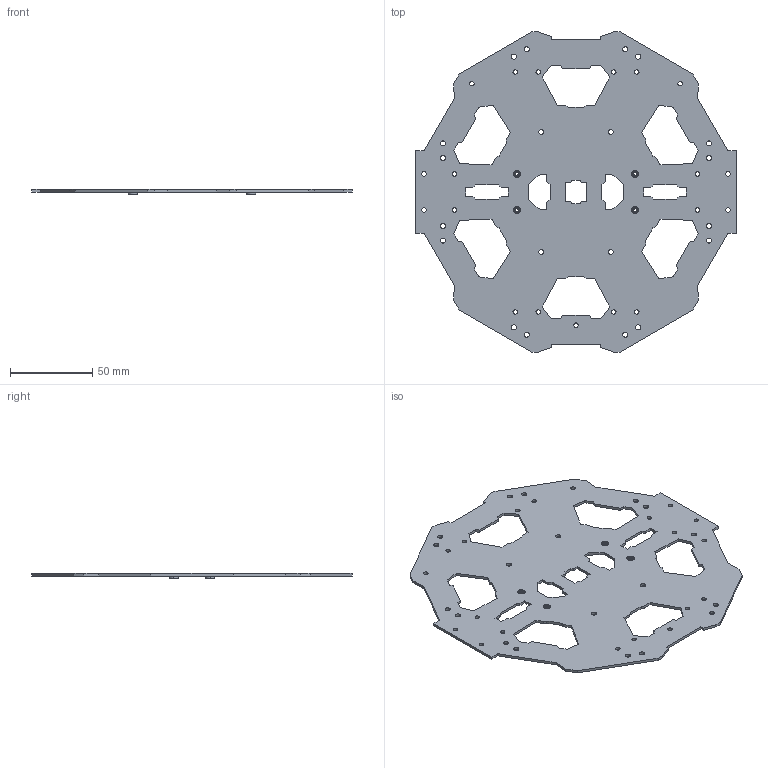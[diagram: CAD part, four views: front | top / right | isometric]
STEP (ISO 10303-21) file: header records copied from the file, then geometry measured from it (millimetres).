
FILE_DESCRIPTION (( 'STEP AP203' ), '1' );
FILE_NAME ('plate2.STEP', '2022-07-07T03:50:40', ( '' ), ( '' ), 'SwSTEP 2.0', 'SolidWorks 2020', '' );
FILE_SCHEMA (( 'CONFIG_CONTROL_DESIGN' ));
Length unit declared in the file: millimetre
Products named in the file (1): plate2
Bounding box: 195 x 194.74 x 3.1 mm (x, y, z)
Volume: 37702.9 mm3; surface area: 50730.3 mm2
Topology: 5 solids, 5 shells, 1040 faces, 3026 edges, 2008 vertices
Faces by surface type: plane 630, cylinder 358, cone 44, bspline 8
Entity records: 39763 total; most frequent: CARTESIAN_POINT 12071, ORIENTED_EDGE 6052, DIRECTION 5420, EDGE_CURVE 3026, LINE 2218, VECTOR 2218, VERTEX_POINT 2008, AXIS2_PLACEMENT_3D 1601
